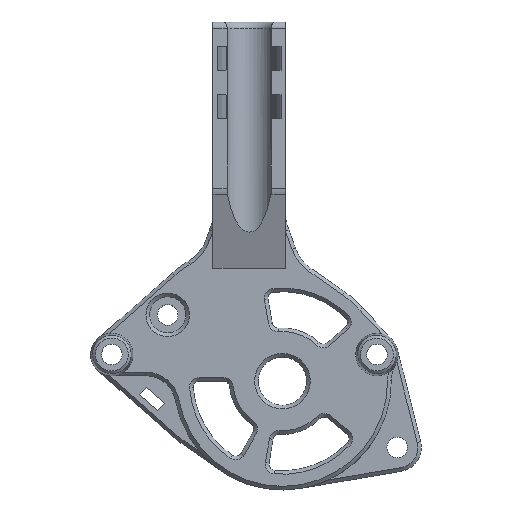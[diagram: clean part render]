
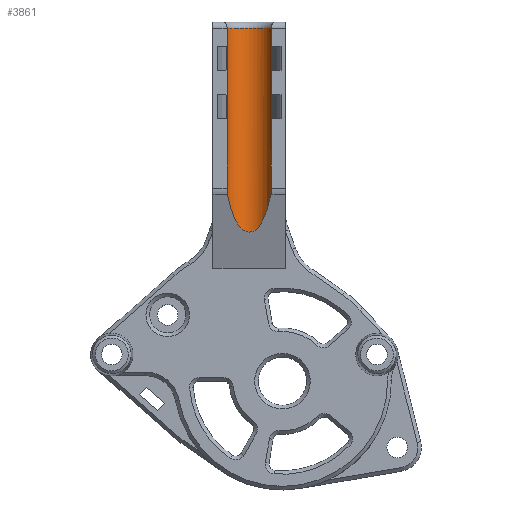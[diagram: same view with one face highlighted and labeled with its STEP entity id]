
A CAD part, top view. The second image highlights one B-rep face of the part: STEP entity #3861.
In plain terms, the highlighted cylindrical face has radius 4 mm (diameter 8 mm), a partial arc.
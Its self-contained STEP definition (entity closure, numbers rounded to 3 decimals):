
#35=ELLIPSE('',#4263,11.929,4.);
#111=B_SPLINE_CURVE_WITH_KNOTS('',3,(#6908,#6909,#6910,#6911,#6912,#6913),
 .UNSPECIFIED.,.F.,.F.,(4,2,4),(1.786,1.882,1.885),
 .UNSPECIFIED.);
#112=B_SPLINE_CURVE_WITH_KNOTS('',3,(#6919,#6920,#6921,#6922,#6923,#6924),
 .UNSPECIFIED.,.F.,.F.,(4,2,4),(0.497,0.5,0.595),
 .UNSPECIFIED.);
#158=CYLINDRICAL_SURFACE('',#4262,4.);
#332=CIRCLE('',#4252,4.);
#622=FACE_OUTER_BOUND('',#871,.T.);
#871=EDGE_LOOP('',(#3456,#3457,#3458,#3459,#3460,#3461,#3462,#3463,#3464,
#3465,#3466,#3467,#3468,#3469));
#1193=LINE('',#6886,#1519);
#1197=LINE('',#6894,#1523);
#1201=LINE('',#6902,#1527);
#1206=LINE('',#6928,#1532);
#1210=LINE('',#6936,#1536);
#1214=LINE('',#6943,#1540);
#1215=LINE('',#6945,#1541);
#1216=LINE('',#6946,#1542);
#1217=LINE('',#6948,#1543);
#1218=LINE('',#6949,#1544);
#1519=VECTOR('',#5317,10.);
#1523=VECTOR('',#5321,10.);
#1527=VECTOR('',#5325,10.);
#1532=VECTOR('',#5340,10.);
#1536=VECTOR('',#5344,10.);
#1540=VECTOR('',#5348,10.);
#1541=VECTOR('',#5351,10.);
#1542=VECTOR('',#5352,10.);
#1543=VECTOR('',#5355,10.);
#1544=VECTOR('',#5356,10.);
#1858=VERTEX_POINT('',#6837);
#1860=VERTEX_POINT('',#6856);
#1864=VERTEX_POINT('',#6885);
#1867=VERTEX_POINT('',#6891);
#1868=VERTEX_POINT('',#6893);
#1871=VERTEX_POINT('',#6899);
#1872=VERTEX_POINT('',#6901);
#1873=VERTEX_POINT('',#6907);
#1874=VERTEX_POINT('',#6916);
#1875=VERTEX_POINT('',#6918);
#1876=VERTEX_POINT('',#6927);
#1879=VERTEX_POINT('',#6933);
#1880=VERTEX_POINT('',#6935);
#1883=VERTEX_POINT('',#6941);
#2389=EDGE_CURVE('',#1860,#1858,#332,.T.);
#2397=EDGE_CURVE('',#1858,#1864,#1193,.T.);
#2401=EDGE_CURVE('',#1867,#1868,#1197,.T.);
#2405=EDGE_CURVE('',#1871,#1872,#1201,.T.);
#2407=EDGE_CURVE('',#1872,#1873,#111,.T.);
#2410=EDGE_CURVE('',#1874,#1875,#112,.T.);
#2412=EDGE_CURVE('',#1875,#1876,#1206,.T.);
#2416=EDGE_CURVE('',#1879,#1880,#1210,.T.);
#2420=EDGE_CURVE('',#1883,#1860,#1214,.T.);
#2421=EDGE_CURVE('',#1880,#1883,#1215,.T.);
#2422=EDGE_CURVE('',#1876,#1879,#1216,.T.);
#2423=EDGE_CURVE('',#1873,#1874,#35,.T.);
#2424=EDGE_CURVE('',#1868,#1871,#1217,.T.);
#2425=EDGE_CURVE('',#1864,#1867,#1218,.T.);
#3456=ORIENTED_EDGE('',*,*,#2389,.F.);
#3457=ORIENTED_EDGE('',*,*,#2420,.F.);
#3458=ORIENTED_EDGE('',*,*,#2421,.F.);
#3459=ORIENTED_EDGE('',*,*,#2416,.F.);
#3460=ORIENTED_EDGE('',*,*,#2422,.F.);
#3461=ORIENTED_EDGE('',*,*,#2412,.F.);
#3462=ORIENTED_EDGE('',*,*,#2410,.F.);
#3463=ORIENTED_EDGE('',*,*,#2423,.F.);
#3464=ORIENTED_EDGE('',*,*,#2407,.F.);
#3465=ORIENTED_EDGE('',*,*,#2405,.F.);
#3466=ORIENTED_EDGE('',*,*,#2424,.F.);
#3467=ORIENTED_EDGE('',*,*,#2401,.F.);
#3468=ORIENTED_EDGE('',*,*,#2425,.F.);
#3469=ORIENTED_EDGE('',*,*,#2397,.F.);
#3861=ADVANCED_FACE('',(#622),#158,.F.);
#4252=AXIS2_PLACEMENT_3D('',#6871,#5301,#5302);
#4262=AXIS2_PLACEMENT_3D('',#6944,#5349,#5350);
#4263=AXIS2_PLACEMENT_3D('',#6947,#5353,#5354);
#5301=DIRECTION('center_axis',(0.,-1.,0.));
#5302=DIRECTION('ref_axis',(0.,0.,-1.));
#5317=DIRECTION('',(0.,-1.,0.));
#5321=DIRECTION('',(0.,-1.,0.));
#5325=DIRECTION('',(0.,-1.,0.));
#5340=DIRECTION('',(0.,1.,0.));
#5344=DIRECTION('',(0.,1.,0.));
#5348=DIRECTION('',(0.,1.,0.));
#5349=DIRECTION('center_axis',(0.,-1.,0.));
#5350=DIRECTION('ref_axis',(-1.,0.,0.));
#5351=DIRECTION('',(0.,1.,0.));
#5352=DIRECTION('',(0.,1.,0.));
#5353=DIRECTION('center_axis',(0.,0.335,-0.942));
#5354=DIRECTION('ref_axis',(0.,-0.942,-0.335));
#5355=DIRECTION('',(0.,-1.,0.));
#5356=DIRECTION('',(0.,-1.,0.));
#6837=CARTESIAN_POINT('',(4.466,59.,9.6));
#6856=CARTESIAN_POINT('',(-2.866,59.,9.6));
#6871=CARTESIAN_POINT('Origin',(0.8,59.,11.2));
#6885=CARTESIAN_POINT('',(4.466,56.,9.6));
#6886=CARTESIAN_POINT('',(4.466,60.,9.6));
#6891=CARTESIAN_POINT('',(4.466,52.,9.6));
#6893=CARTESIAN_POINT('',(4.466,48.,9.6));
#6894=CARTESIAN_POINT('',(4.466,60.,9.6));
#6899=CARTESIAN_POINT('',(4.466,44.,9.6));
#6901=CARTESIAN_POINT('',(4.466,32.518,9.6));
#6902=CARTESIAN_POINT('',(4.466,60.,9.6));
#6907=CARTESIAN_POINT('',(4.385,31.512,9.426));
#6908=CARTESIAN_POINT('Ctrl Pts',(4.466,32.518,9.6));
#6909=CARTESIAN_POINT('Ctrl Pts',(4.466,32.2,9.6));
#6910=CARTESIAN_POINT('Ctrl Pts',(4.444,31.859,9.546));
#6911=CARTESIAN_POINT('Ctrl Pts',(4.389,31.532,9.433));
#6912=CARTESIAN_POINT('Ctrl Pts',(4.387,31.522,9.43));
#6913=CARTESIAN_POINT('Ctrl Pts',(4.385,31.512,9.426));
#6916=CARTESIAN_POINT('',(-2.785,31.512,9.426));
#6918=CARTESIAN_POINT('',(-2.866,32.518,9.6));
#6919=CARTESIAN_POINT('Ctrl Pts',(-2.785,31.512,9.426));
#6920=CARTESIAN_POINT('Ctrl Pts',(-2.787,31.522,9.43));
#6921=CARTESIAN_POINT('Ctrl Pts',(-2.789,31.532,9.433));
#6922=CARTESIAN_POINT('Ctrl Pts',(-2.844,31.859,9.546));
#6923=CARTESIAN_POINT('Ctrl Pts',(-2.866,32.2,9.6));
#6924=CARTESIAN_POINT('Ctrl Pts',(-2.866,32.518,9.6));
#6927=CARTESIAN_POINT('',(-2.866,44.,9.6));
#6928=CARTESIAN_POINT('',(-2.866,60.,9.6));
#6933=CARTESIAN_POINT('',(-2.866,48.,9.6));
#6935=CARTESIAN_POINT('',(-2.866,52.,9.6));
#6936=CARTESIAN_POINT('',(-2.866,60.,9.6));
#6941=CARTESIAN_POINT('',(-2.866,56.,9.6));
#6943=CARTESIAN_POINT('',(-2.866,60.,9.6));
#6944=CARTESIAN_POINT('Origin',(0.8,60.,11.2));
#6945=CARTESIAN_POINT('',(-2.866,60.,9.6));
#6946=CARTESIAN_POINT('',(-2.866,60.,9.6));
#6947=CARTESIAN_POINT('Origin',(0.8,36.495,11.2));
#6948=CARTESIAN_POINT('',(4.466,60.,9.6));
#6949=CARTESIAN_POINT('',(4.466,60.,9.6));
